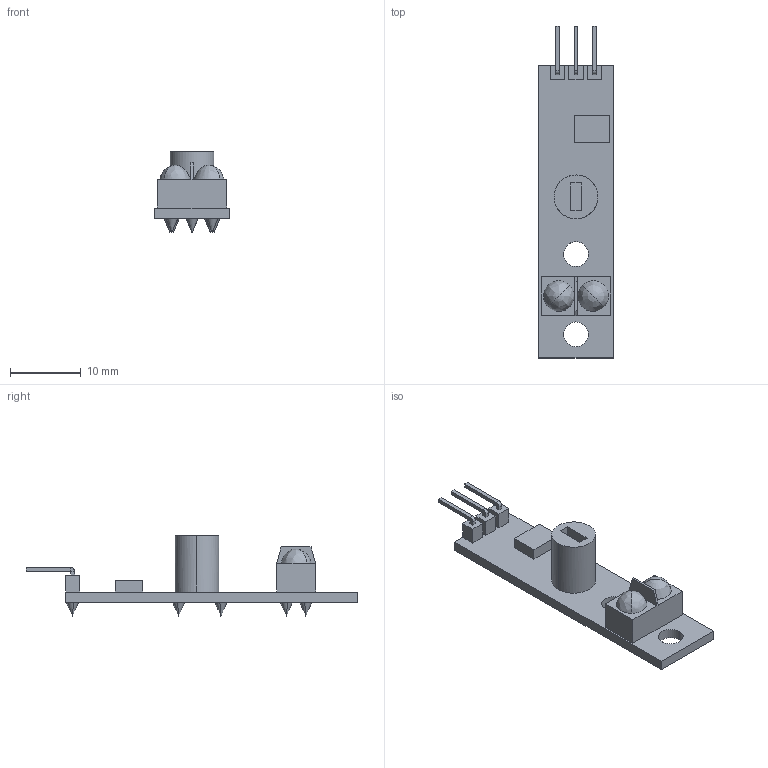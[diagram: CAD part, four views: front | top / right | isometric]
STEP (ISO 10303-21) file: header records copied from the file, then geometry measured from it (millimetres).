
FILE_DESCRIPTION(/* description */ (''),/* implementation_level */ '2;1');
FILE_NAME(/* name */ 'infrared-sensor-new',/* time_stamp */ '2025-04-02T15:05:23+02:00',/* author */ (''),/* organization */ (''),/* preprocessor_version */ 'ST-DEVELOPER v16.5',/* originating_system */ 'Rhino 7.38',/* authorisation */ '');
FILE_SCHEMA (('CONFIG_CONTROL_DESIGN'));
Length unit declared in the file: millimetre
Products named in the file (1): Document
Bounding box: 10.5 x 47 x 11.4 mm (x, y, z)
Volume: 1167.9 mm3; surface area: 1529.8 mm2
Topology: 1 solids, 1 shells, 112 faces, 275 edges, 160 vertices
Faces by surface type: plane 76, bspline 24, cylinder 12
Entity records: 3020 total; most frequent: CARTESIAN_POINT 1176, ORIENTED_EDGE 502, EDGE_CURVE 251, B_SPLINE_CURVE_WITH_KNOTS 193, VERTEX_POINT 160, EDGE_LOOP 135, ADVANCED_FACE 112, FACE_OUTER_BOUND 112
